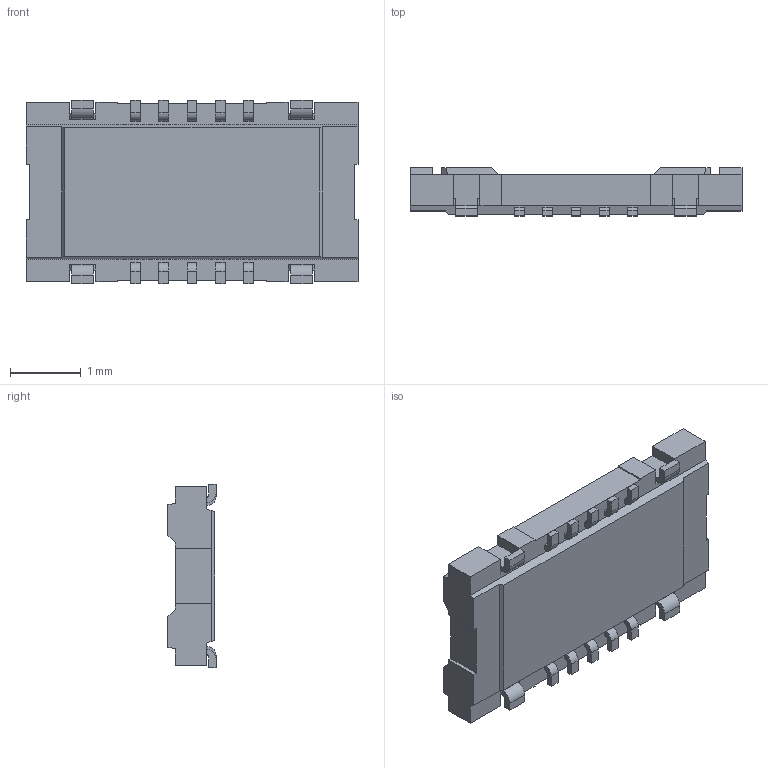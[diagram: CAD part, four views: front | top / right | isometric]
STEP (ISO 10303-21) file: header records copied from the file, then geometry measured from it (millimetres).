
FILE_DESCRIPTION((''),'2;1');
FILE_NAME('5035481022','2018-10-03T',('gga'),(''),'PRO/ENGINEER BY PARAMETRIC TECHNOLOGY CORPORATION, 2016010','PRO/ENGINEER BY PARAMETRIC TECHNOLOGY CORPORATION, 2016010','');
FILE_SCHEMA(('CONFIG_CONTROL_DESIGN'));
Length unit declared in the file: millimetre
Products named in the file (1): 5035481022
Bounding box: 4.7 x 0.68 x 2.6 mm (x, y, z)
Volume: 4.6 mm3; surface area: 42.7 mm2
Topology: 1 solids, 1 shells, 402 faces, 1148 edges, 780 vertices
Faces by surface type: plane 312, cylinder 90
Entity records: 12985 total; most frequent: CARTESIAN_POINT 2295, ORIENTED_EDGE 2184, DIRECTION 2146, EDGE_CURVE 1092, VECTOR 948, LINE 948, VERTEX_POINT 724, AXIS2_PLACEMENT_3D 599
